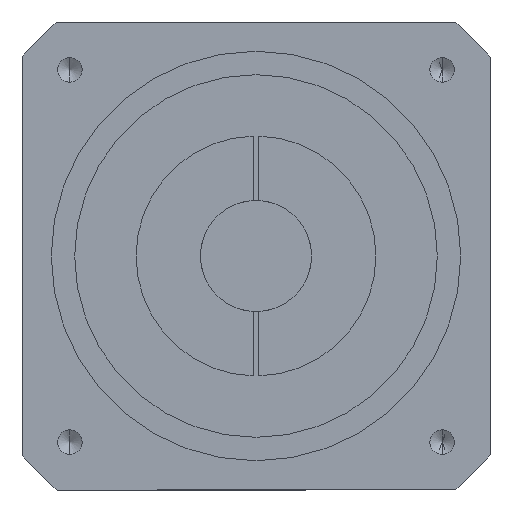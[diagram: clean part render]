
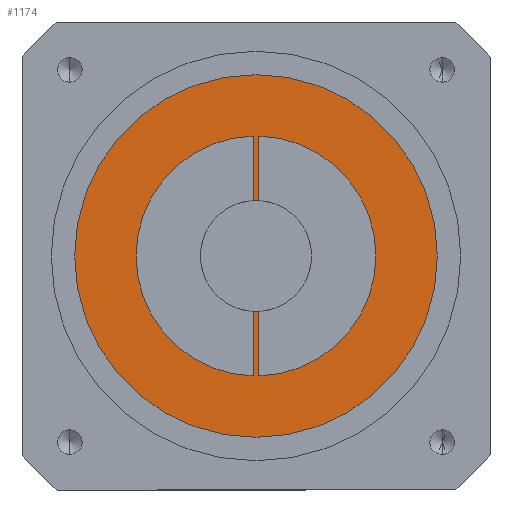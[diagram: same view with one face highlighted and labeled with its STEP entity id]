
A CAD part, front view. The second image highlights one B-rep face of the part: STEP entity #1174.
In plain terms, the highlighted planar face has unit normal (0, -1, 0).
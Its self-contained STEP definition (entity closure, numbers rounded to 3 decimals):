
#14 = VECTOR ( 'NONE', #2246, 1000. ) ;
#27 = CARTESIAN_POINT ( 'NONE',  ( 0., -41., 0. ) ) ;
#36 = CARTESIAN_POINT ( 'NONE',  ( 0.5, -41., 28.309 ) ) ;
#60 = VERTEX_POINT ( 'NONE', #1577 ) ;
#83 = ORIENTED_EDGE ( 'NONE', *, *, #369, .F. ) ;
#103 = DIRECTION ( 'NONE',  ( 0., 0., -1. ) ) ;
#113 = CIRCLE ( 'NONE', #1273, 9.5 ) ;
#114 = VERTEX_POINT ( 'NONE', #1298 ) ;
#133 = DIRECTION ( 'NONE',  ( 0., 0., 1. ) ) ;
#143 = DIRECTION ( 'NONE',  ( 0., -1., 0. ) ) ;
#152 = ORIENTED_EDGE ( 'NONE', *, *, #2901, .F. ) ;
#154 = VERTEX_POINT ( 'NONE', #1915 ) ;
#197 = EDGE_CURVE ( 'NONE', #1144, #1305, #1811, .T. ) ;
#260 = VECTOR ( 'NONE', #2763, 1000. ) ;
#315 = AXIS2_PLACEMENT_3D ( 'NONE', #2850, #2730, #2948 ) ;
#317 = EDGE_CURVE ( 'NONE', #60, #154, #2503, .T. ) ;
#369 = EDGE_CURVE ( 'NONE', #114, #589, #1264, .T. ) ;
#373 = CARTESIAN_POINT ( 'NONE',  ( 0., -41., 0. ) ) ;
#397 = PLANE ( 'NONE',  #450 ) ;
#422 = ORIENTED_EDGE ( 'NONE', *, *, #1257, .T. ) ;
#437 = ORIENTED_EDGE ( 'NONE', *, *, #1530, .T. ) ;
#450 = AXIS2_PLACEMENT_3D ( 'NONE', #746, #910, #2208 ) ;
#513 = EDGE_CURVE ( 'NONE', #2363, #60, #2884, .T. ) ;
#589 = VERTEX_POINT ( 'NONE', #1247 ) ;
#592 = ORIENTED_EDGE ( 'NONE', *, *, #663, .F. ) ;
#609 = EDGE_CURVE ( 'NONE', #1223, #1755, #113, .T. ) ;
#619 = CARTESIAN_POINT ( 'NONE',  ( 0., -41., 0. ) ) ;
#646 = DIRECTION ( 'NONE',  ( 0., -1., 0. ) ) ;
#663 = EDGE_CURVE ( 'NONE', #1755, #1305, #2445, .T. ) ;
#687 = DIRECTION ( 'NONE',  ( 0., 0., 1. ) ) ;
#746 = CARTESIAN_POINT ( 'NONE',  ( 14.5, -41., 0. ) ) ;
#781 = LINE ( 'NONE', #2554, #14 ) ;
#817 = CARTESIAN_POINT ( 'NONE',  ( 0.5, -41., 28.309 ) ) ;
#828 = LINE ( 'NONE', #36, #260 ) ;
#910 = DIRECTION ( 'NONE',  ( 0., 1., 0. ) ) ;
#1025 = CARTESIAN_POINT ( 'NONE',  ( -0.5, -41., -9.487 ) ) ;
#1038 = CARTESIAN_POINT ( 'NONE',  ( 0., -41., -31. ) ) ;
#1066 = VECTOR ( 'NONE', #1891, 1000. ) ;
#1089 = CARTESIAN_POINT ( 'NONE',  ( 0., -41., 31. ) ) ;
#1095 = CIRCLE ( 'NONE', #315, 31. ) ;
#1144 = VERTEX_POINT ( 'NONE', #1315 ) ;
#1174 = ADVANCED_FACE ( 'NONE', ( #2309, #2021 ), #397, .F. ) ;
#1211 = CARTESIAN_POINT ( 'NONE',  ( -0.5, -41., 28.309 ) ) ;
#1223 = VERTEX_POINT ( 'NONE', #1025 ) ;
#1227 = AXIS2_PLACEMENT_3D ( 'NONE', #1927, #1950, #1996 ) ;
#1247 = CARTESIAN_POINT ( 'NONE',  ( -0.5, -41., -14.491 ) ) ;
#1257 = EDGE_CURVE ( 'NONE', #2114, #1908, #1095, .T. ) ;
#1264 = CIRCLE ( 'NONE', #1902, 14.5 ) ;
#1273 = AXIS2_PLACEMENT_3D ( 'NONE', #1483, #1503, #1505 ) ;
#1298 = CARTESIAN_POINT ( 'NONE',  ( -0.5, -41., 14.491 ) ) ;
#1305 = VERTEX_POINT ( 'NONE', #2302 ) ;
#1315 = CARTESIAN_POINT ( 'NONE',  ( 0.5, -41., -14.491 ) ) ;
#1392 = ORIENTED_EDGE ( 'NONE', *, *, #197, .T. ) ;
#1466 = ORIENTED_EDGE ( 'NONE', *, *, #317, .F. ) ;
#1483 = CARTESIAN_POINT ( 'NONE',  ( 0., -41., 0. ) ) ;
#1489 = AXIS2_PLACEMENT_3D ( 'NONE', #619, #646, #687 ) ;
#1500 = EDGE_LOOP ( 'NONE', ( #437, #422 ) ) ;
#1503 = DIRECTION ( 'NONE',  ( 0., -1., 0. ) ) ;
#1505 = DIRECTION ( 'NONE',  ( 0., 0., 1. ) ) ;
#1530 = EDGE_CURVE ( 'NONE', #1908, #2114, #2906, .T. ) ;
#1577 = CARTESIAN_POINT ( 'NONE',  ( 0., -41., 9.5 ) ) ;
#1707 = CIRCLE ( 'NONE', #2546, 14.5 ) ;
#1709 = DIRECTION ( 'NONE',  ( 0., 0., 1. ) ) ;
#1755 = VERTEX_POINT ( 'NONE', #1945 ) ;
#1811 = LINE ( 'NONE', #817, #2768 ) ;
#1887 = AXIS2_PLACEMENT_3D ( 'NONE', #2811, #2841, #133 ) ;
#1891 = DIRECTION ( 'NONE',  ( 0., 0., -1. ) ) ;
#1902 = AXIS2_PLACEMENT_3D ( 'NONE', #2439, #2451, #2458 ) ;
#1908 = VERTEX_POINT ( 'NONE', #1038 ) ;
#1915 = CARTESIAN_POINT ( 'NONE',  ( -0.5, -41., 9.487 ) ) ;
#1927 = CARTESIAN_POINT ( 'NONE',  ( 0., -41., 0. ) ) ;
#1945 = CARTESIAN_POINT ( 'NONE',  ( 0., -41., -9.5 ) ) ;
#1950 = DIRECTION ( 'NONE',  ( 0., -1., 0. ) ) ;
#1996 = DIRECTION ( 'NONE',  ( 0., 0., 1. ) ) ;
#2021 = FACE_OUTER_BOUND ( 'NONE', #1500, .T. ) ;
#2052 = DIRECTION ( 'NONE',  ( 0., -1., 0. ) ) ;
#2065 = EDGE_LOOP ( 'NONE', ( #83, #2615, #1466, #2685, #2355, #152, #1392, #592, #2702, #2260 ) ) ;
#2114 = VERTEX_POINT ( 'NONE', #1089 ) ;
#2208 = DIRECTION ( 'NONE',  ( 0., 0., 1. ) ) ;
#2246 = DIRECTION ( 'NONE',  ( 0., 0., -1. ) ) ;
#2260 = ORIENTED_EDGE ( 'NONE', *, *, #2289, .T. ) ;
#2285 = AXIS2_PLACEMENT_3D ( 'NONE', #27, #2052, #2316 ) ;
#2289 = EDGE_CURVE ( 'NONE', #1223, #589, #2356, .T. ) ;
#2302 = CARTESIAN_POINT ( 'NONE',  ( 0.5, -41., -9.487 ) ) ;
#2309 = FACE_BOUND ( 'NONE', #2065, .T. ) ;
#2316 = DIRECTION ( 'NONE',  ( 0., 0., -1. ) ) ;
#2355 = ORIENTED_EDGE ( 'NONE', *, *, #2813, .T. ) ;
#2356 = LINE ( 'NONE', #1211, #1066 ) ;
#2363 = VERTEX_POINT ( 'NONE', #2802 ) ;
#2404 = CARTESIAN_POINT ( 'NONE',  ( 0.5, -41., 14.491 ) ) ;
#2439 = CARTESIAN_POINT ( 'NONE',  ( 0., -41., 0. ) ) ;
#2445 = CIRCLE ( 'NONE', #1227, 9.5 ) ;
#2451 = DIRECTION ( 'NONE',  ( 0., -1., 0. ) ) ;
#2458 = DIRECTION ( 'NONE',  ( 0., 0., -1. ) ) ;
#2503 = CIRCLE ( 'NONE', #1887, 9.5 ) ;
#2546 = AXIS2_PLACEMENT_3D ( 'NONE', #373, #143, #103 ) ;
#2554 = CARTESIAN_POINT ( 'NONE',  ( -0.5, -41., 28.309 ) ) ;
#2615 = ORIENTED_EDGE ( 'NONE', *, *, #2854, .T. ) ;
#2665 = VERTEX_POINT ( 'NONE', #2404 ) ;
#2685 = ORIENTED_EDGE ( 'NONE', *, *, #513, .F. ) ;
#2702 = ORIENTED_EDGE ( 'NONE', *, *, #609, .F. ) ;
#2730 = DIRECTION ( 'NONE',  ( 0., -1., 0. ) ) ;
#2763 = DIRECTION ( 'NONE',  ( 0., 0., 1. ) ) ;
#2768 = VECTOR ( 'NONE', #1709, 1000. ) ;
#2802 = CARTESIAN_POINT ( 'NONE',  ( 0.5, -41., 9.487 ) ) ;
#2811 = CARTESIAN_POINT ( 'NONE',  ( 0., -41., 0. ) ) ;
#2813 = EDGE_CURVE ( 'NONE', #2363, #2665, #828, .T. ) ;
#2841 = DIRECTION ( 'NONE',  ( 0., -1., 0. ) ) ;
#2850 = CARTESIAN_POINT ( 'NONE',  ( 0., -41., 0. ) ) ;
#2854 = EDGE_CURVE ( 'NONE', #114, #154, #781, .T. ) ;
#2884 = CIRCLE ( 'NONE', #1489, 9.5 ) ;
#2901 = EDGE_CURVE ( 'NONE', #1144, #2665, #1707, .T. ) ;
#2906 = CIRCLE ( 'NONE', #2285, 31. ) ;
#2948 = DIRECTION ( 'NONE',  ( 0., 0., -1. ) ) ;
